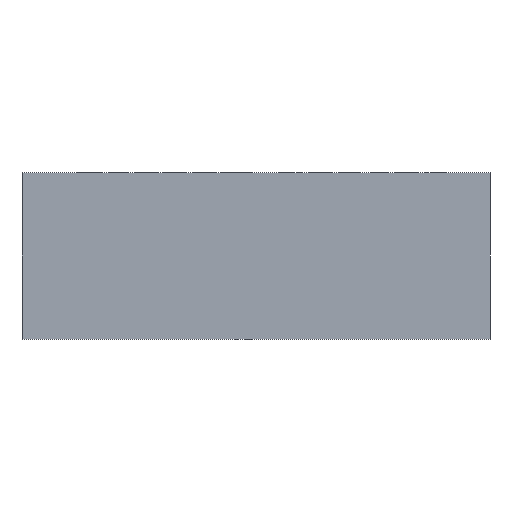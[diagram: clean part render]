
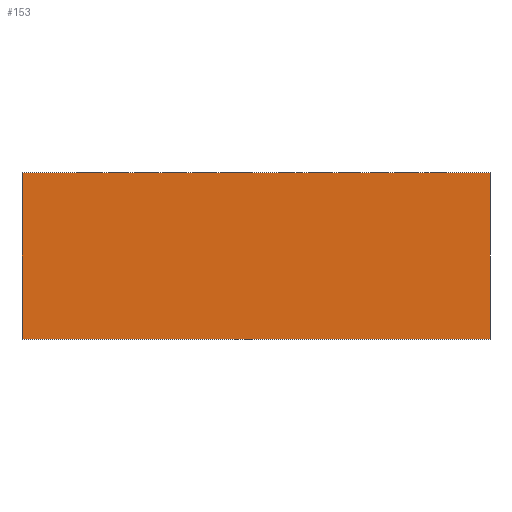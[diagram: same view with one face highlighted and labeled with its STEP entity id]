
A CAD part, front view. The second image highlights one B-rep face of the part: STEP entity #153.
In plain terms, the highlighted planar face has unit normal (0, -1, 0).
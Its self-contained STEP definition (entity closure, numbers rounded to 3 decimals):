
#101=CARTESIAN_POINT('Vertex',(-28.106,-28.854,-20.)) ;
#104=CARTESIAN_POINT('Line Origine',(-28.106,-28.854,-10.)) ;
#108=CARTESIAN_POINT('Vertex',(-28.106,-28.854,0.)) ;
#123=CARTESIAN_POINT('Axis2P3D Location',(28.106,-28.854,0.)) ;
#128=CARTESIAN_POINT('Line Origine',(0.,-28.854,-20.)) ;
#132=CARTESIAN_POINT('Vertex',(28.106,-28.854,-20.)) ;
#135=CARTESIAN_POINT('Line Origine',(28.106,-28.854,-10.)) ;
#139=CARTESIAN_POINT('Vertex',(28.106,-28.854,0.)) ;
#142=CARTESIAN_POINT('Line Origine',(0.,-28.854,0.)) ;
#105=DIRECTION('Vector Direction',(0.,0.,-1.)) ;
#124=DIRECTION('Axis2P3D Direction',(-0.,-1.,-0.)) ;
#125=DIRECTION('Axis2P3D XDirection',(-1.,0.,0.)) ;
#129=DIRECTION('Vector Direction',(-1.,0.,0.)) ;
#136=DIRECTION('Vector Direction',(0.,0.,-1.)) ;
#143=DIRECTION('Vector Direction',(-1.,0.,0.)) ;
#126=AXIS2_PLACEMENT_3D('Plane Axis2P3D',#123,#124,#125) ;
#148=ORIENTED_EDGE('',*,*,#134,.T.) ;
#149=ORIENTED_EDGE('',*,*,#141,.F.) ;
#150=ORIENTED_EDGE('',*,*,#146,.F.) ;
#151=ORIENTED_EDGE('',*,*,#110,.T.) ;
#106=VECTOR('Line Direction',#105,1.) ;
#130=VECTOR('Line Direction',#129,1.) ;
#137=VECTOR('Line Direction',#136,1.) ;
#144=VECTOR('Line Direction',#143,1.) ;
#153=ADVANCED_FACE('PartBody',(#152),#127,.T.) ;
#110=EDGE_CURVE('',#109,#102,#107,.T.) ;
#134=EDGE_CURVE('',#102,#133,#131,.F.) ;
#141=EDGE_CURVE('',#140,#133,#138,.T.) ;
#146=EDGE_CURVE('',#109,#140,#145,.F.) ;
#147=EDGE_LOOP('',(#148,#149,#150,#151)) ;
#152=FACE_OUTER_BOUND('',#147,.T.) ;
#107=LINE('Line',#104,#106) ;
#131=LINE('Line',#128,#130) ;
#138=LINE('Line',#135,#137) ;
#145=LINE('Line',#142,#144) ;
#127=PLANE('Plane',#126) ;
#102=VERTEX_POINT('',#101) ;
#109=VERTEX_POINT('',#108) ;
#133=VERTEX_POINT('',#132) ;
#140=VERTEX_POINT('',#139) ;
